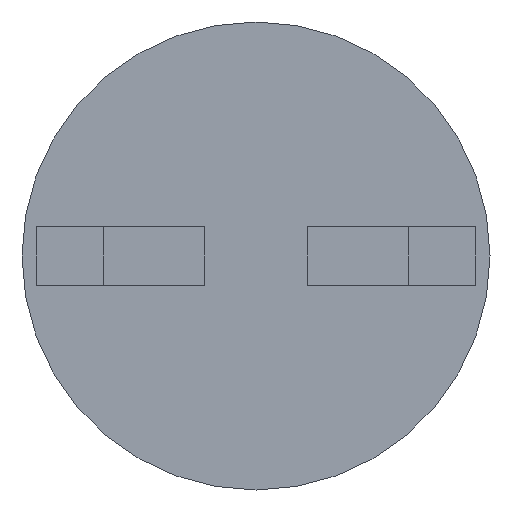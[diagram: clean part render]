
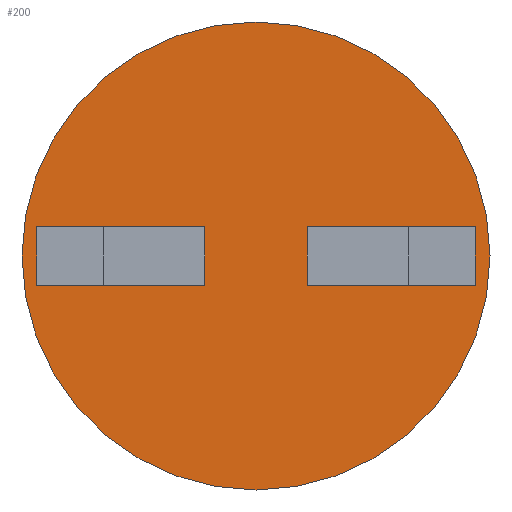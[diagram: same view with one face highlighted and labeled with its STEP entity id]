
A CAD part, front view. The second image highlights one B-rep face of the part: STEP entity #200.
In plain terms, the highlighted planar face has unit normal (0, -1, 0).
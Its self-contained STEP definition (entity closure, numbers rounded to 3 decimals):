
#17 = CARTESIAN_POINT ( 'NONE',  ( 0.85, 0., -0.2 ) ) ;
#26 = DIRECTION ( 'NONE',  ( -1., 0., 0. ) ) ;
#29 = EDGE_LOOP ( 'NONE', ( #88, #632, #115, #669 ) ) ;
#32 = EDGE_LOOP ( 'NONE', ( #245, #136, #442, #756 ) ) ;
#33 = CARTESIAN_POINT ( 'NONE',  ( 0.35, 0., -0.2 ) ) ;
#62 = PLANE ( 'NONE',  #424 ) ;
#71 = VERTEX_POINT ( 'NONE', #167 ) ;
#78 = LINE ( 'NONE', #738, #356 ) ;
#88 = ORIENTED_EDGE ( 'NONE', *, *, #464, .F. ) ;
#92 = DIRECTION ( 'NONE',  ( 0., 0., 1. ) ) ;
#101 = VECTOR ( 'NONE', #410, 1000. ) ;
#102 = CARTESIAN_POINT ( 'NONE',  ( 0.35, 0., 0.2 ) ) ;
#112 = FACE_BOUND ( 'NONE', #29, .T. ) ;
#113 = LINE ( 'NONE', #398, #619 ) ;
#115 = ORIENTED_EDGE ( 'NONE', *, *, #268, .T. ) ;
#117 = VERTEX_POINT ( 'NONE', #475 ) ;
#118 = LINE ( 'NONE', #515, #101 ) ;
#123 = VERTEX_POINT ( 'NONE', #219 ) ;
#127 = LINE ( 'NONE', #192, #373 ) ;
#136 = ORIENTED_EDGE ( 'NONE', *, *, #667, .T. ) ;
#138 = EDGE_CURVE ( 'NONE', #221, #611, #113, .T. ) ;
#140 = CIRCLE ( 'NONE', #411, 1.6 ) ;
#145 = CARTESIAN_POINT ( 'NONE',  ( 0.35, 0., -0.2 ) ) ;
#155 = CARTESIAN_POINT ( 'NONE',  ( -0.85, 0., -0.2 ) ) ;
#167 = CARTESIAN_POINT ( 'NONE',  ( 0., 0., -1.6 ) ) ;
#192 = CARTESIAN_POINT ( 'NONE',  ( 0.85, 0., -0.2 ) ) ;
#200 = ADVANCED_FACE ( 'NONE', ( #112, #636, #334 ), #62, .F. ) ;
#203 = DIRECTION ( 'NONE',  ( 0., 1., 0. ) ) ;
#219 = CARTESIAN_POINT ( 'NONE',  ( -0.35, 0., -0.2 ) ) ;
#221 = VERTEX_POINT ( 'NONE', #291 ) ;
#242 = LINE ( 'NONE', #634, #557 ) ;
#245 = ORIENTED_EDGE ( 'NONE', *, *, #651, .F. ) ;
#268 = EDGE_CURVE ( 'NONE', #435, #117, #78, .T. ) ;
#273 = DIRECTION ( 'NONE',  ( 0., 0., 1. ) ) ;
#290 = VERTEX_POINT ( 'NONE', #17 ) ;
#291 = CARTESIAN_POINT ( 'NONE',  ( -0.35, 0., 0.2 ) ) ;
#297 = CARTESIAN_POINT ( 'NONE',  ( 0., 0., 0. ) ) ;
#307 = DIRECTION ( 'NONE',  ( 0., 0., 1. ) ) ;
#311 = ORIENTED_EDGE ( 'NONE', *, *, #596, .F. ) ;
#317 = CARTESIAN_POINT ( 'NONE',  ( 0., 0., 1.6 ) ) ;
#328 = CARTESIAN_POINT ( 'NONE',  ( 0., 0., 0. ) ) ;
#334 = FACE_OUTER_BOUND ( 'NONE', #371, .T. ) ;
#356 = VECTOR ( 'NONE', #307, 1000. ) ;
#363 = VECTOR ( 'NONE', #26, 1000. ) ;
#371 = EDGE_LOOP ( 'NONE', ( #524, #311 ) ) ;
#373 = VECTOR ( 'NONE', #687, 1000. ) ;
#387 = DIRECTION ( 'NONE',  ( 0., 1., 0. ) ) ;
#398 = CARTESIAN_POINT ( 'NONE',  ( -0.85, 0., 0.2 ) ) ;
#401 = DIRECTION ( 'NONE',  ( -1., 0., 0. ) ) ;
#410 = DIRECTION ( 'NONE',  ( 0., 0., 1. ) ) ;
#411 = AXIS2_PLACEMENT_3D ( 'NONE', #328, #387, #525 ) ;
#422 = DIRECTION ( 'NONE',  ( -1., 0., 0. ) ) ;
#424 = AXIS2_PLACEMENT_3D ( 'NONE', #297, #614, #725 ) ;
#427 = VERTEX_POINT ( 'NONE', #437 ) ;
#432 = LINE ( 'NONE', #102, #766 ) ;
#435 = VERTEX_POINT ( 'NONE', #33 ) ;
#437 = CARTESIAN_POINT ( 'NONE',  ( 0.85, 0., 0.2 ) ) ;
#442 = ORIENTED_EDGE ( 'NONE', *, *, #494, .T. ) ;
#451 = EDGE_CURVE ( 'NONE', #290, #435, #531, .T. ) ;
#464 = EDGE_CURVE ( 'NONE', #290, #427, #127, .T. ) ;
#475 = CARTESIAN_POINT ( 'NONE',  ( 0.35, 0., 0.2 ) ) ;
#478 = VERTEX_POINT ( 'NONE', #317 ) ;
#485 = VECTOR ( 'NONE', #401, 1000. ) ;
#494 = EDGE_CURVE ( 'NONE', #621, #611, #242, .T. ) ;
#515 = CARTESIAN_POINT ( 'NONE',  ( -0.35, 0., -0.2 ) ) ;
#524 = ORIENTED_EDGE ( 'NONE', *, *, #532, .F. ) ;
#525 = DIRECTION ( 'NONE',  ( 0., 0., 1. ) ) ;
#531 = LINE ( 'NONE', #145, #363 ) ;
#532 = EDGE_CURVE ( 'NONE', #71, #478, #607, .T. ) ;
#544 = LINE ( 'NONE', #714, #485 ) ;
#557 = VECTOR ( 'NONE', #92, 1000. ) ;
#581 = CARTESIAN_POINT ( 'NONE',  ( -0.85, 0., 0.2 ) ) ;
#596 = EDGE_CURVE ( 'NONE', #478, #71, #140, .T. ) ;
#600 = EDGE_CURVE ( 'NONE', #427, #117, #432, .T. ) ;
#607 = CIRCLE ( 'NONE', #693, 1.6 ) ;
#611 = VERTEX_POINT ( 'NONE', #581 ) ;
#614 = DIRECTION ( 'NONE',  ( 0., 1., 0. ) ) ;
#619 = VECTOR ( 'NONE', #422, 1000. ) ;
#621 = VERTEX_POINT ( 'NONE', #155 ) ;
#632 = ORIENTED_EDGE ( 'NONE', *, *, #451, .T. ) ;
#634 = CARTESIAN_POINT ( 'NONE',  ( -0.85, 0., -0.2 ) ) ;
#636 = FACE_BOUND ( 'NONE', #32, .T. ) ;
#651 = EDGE_CURVE ( 'NONE', #123, #221, #118, .T. ) ;
#652 = DIRECTION ( 'NONE',  ( -1., 0., 0. ) ) ;
#667 = EDGE_CURVE ( 'NONE', #123, #621, #544, .T. ) ;
#669 = ORIENTED_EDGE ( 'NONE', *, *, #600, .F. ) ;
#687 = DIRECTION ( 'NONE',  ( 0., 0., 1. ) ) ;
#693 = AXIS2_PLACEMENT_3D ( 'NONE', #760, #203, #273 ) ;
#714 = CARTESIAN_POINT ( 'NONE',  ( -0.85, 0., -0.2 ) ) ;
#725 = DIRECTION ( 'NONE',  ( 0., 0., 1. ) ) ;
#738 = CARTESIAN_POINT ( 'NONE',  ( 0.35, 0., -0.2 ) ) ;
#756 = ORIENTED_EDGE ( 'NONE', *, *, #138, .F. ) ;
#760 = CARTESIAN_POINT ( 'NONE',  ( 0., 0., 0. ) ) ;
#766 = VECTOR ( 'NONE', #652, 1000. ) ;
